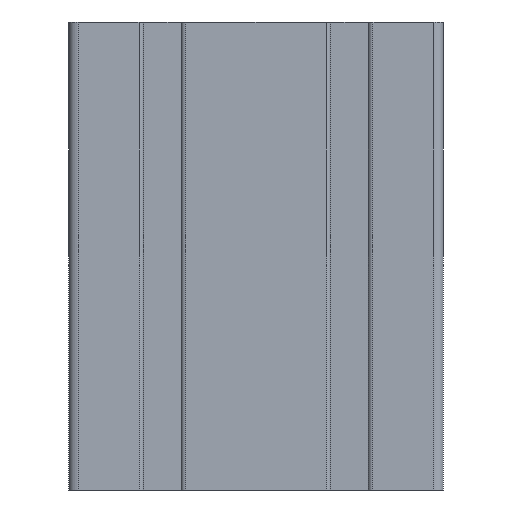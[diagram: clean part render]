
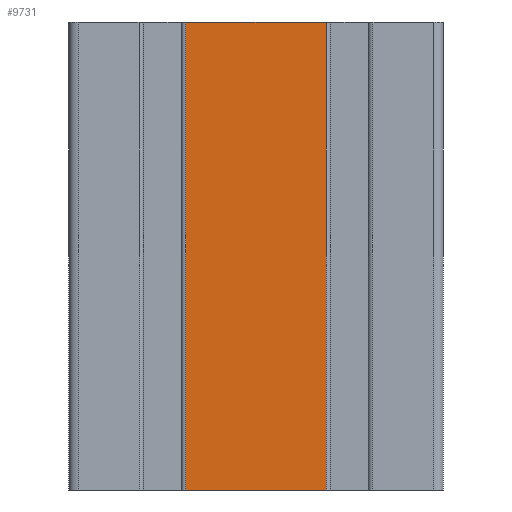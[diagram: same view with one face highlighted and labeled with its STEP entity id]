
A CAD part, left-side view. The second image highlights one B-rep face of the part: STEP entity #9731.
In plain terms, the highlighted planar face has unit normal (-1, 0, 0).
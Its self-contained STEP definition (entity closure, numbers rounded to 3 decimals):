
#60=PLANE('',#10722);
#412=FACE_OUTER_BOUND('',#957,.T.);
#957=EDGE_LOOP('',(#7751,#7752,#7753,#7754));
#1419=LINE('',#14370,#2436);
#1766=LINE('',#15669,#2783);
#1978=LINE('',#16325,#2995);
#1979=LINE('',#16327,#2996);
#2436=VECTOR('',#11334,30.);
#2783=VECTOR('',#12291,30.);
#2995=VECTOR('',#12901,100.);
#2996=VECTOR('',#12904,100.);
#3998=VERTEX_POINT('',#14367);
#3999=VERTEX_POINT('',#14369);
#4645=VERTEX_POINT('',#15666);
#4646=VERTEX_POINT('',#15668);
#5004=EDGE_CURVE('',#3998,#3999,#1419,.T.);
#5655=EDGE_CURVE('',#4646,#4645,#1766,.T.);
#5986=EDGE_CURVE('',#3998,#4646,#1978,.T.);
#5987=EDGE_CURVE('',#3999,#4645,#1979,.T.);
#7751=ORIENTED_EDGE('',*,*,#5655,.T.);
#7752=ORIENTED_EDGE('',*,*,#5987,.F.);
#7753=ORIENTED_EDGE('',*,*,#5004,.F.);
#7754=ORIENTED_EDGE('',*,*,#5986,.T.);
#9731=ADVANCED_FACE('',(#412),#60,.F.);
#10722=AXIS2_PLACEMENT_3D('',#16326,#12902,#12903);
#11334=DIRECTION('',(0.,-1.,0.));
#12291=DIRECTION('',(0.,-1.,0.));
#12901=DIRECTION('',(0.,0.,-1.));
#12902=DIRECTION('center_axis',(1.,0.,0.));
#12903=DIRECTION('ref_axis',(0.,0.,-1.));
#12904=DIRECTION('',(0.,0.,-1.));
#14367=CARTESIAN_POINT('',(-77.05,15.,100.));
#14369=CARTESIAN_POINT('',(-77.05,-15.,100.));
#14370=CARTESIAN_POINT('',(-77.05,15.,100.));
#15666=CARTESIAN_POINT('',(-77.05,-15.,0.));
#15668=CARTESIAN_POINT('',(-77.05,15.,0.));
#15669=CARTESIAN_POINT('',(-77.05,15.,0.));
#16325=CARTESIAN_POINT('',(-77.05,15.,100.));
#16326=CARTESIAN_POINT('Origin',(-77.05,-16.5,-5.));
#16327=CARTESIAN_POINT('',(-77.05,-15.,100.));
